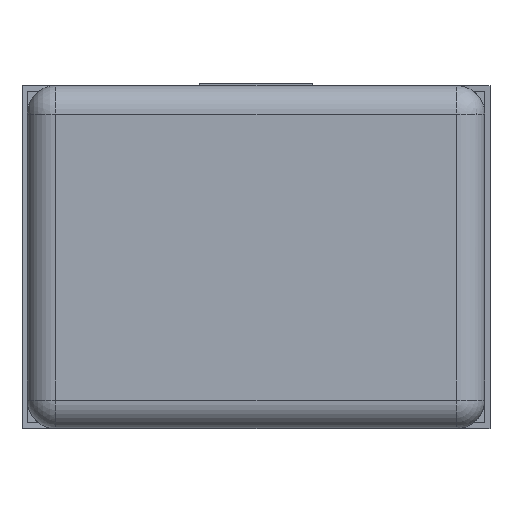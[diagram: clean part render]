
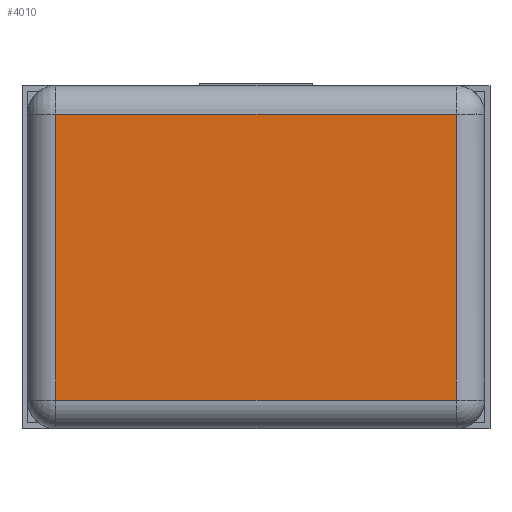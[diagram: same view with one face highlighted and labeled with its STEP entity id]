
A CAD part, left-side view. The second image highlights one B-rep face of the part: STEP entity #4010.
In plain terms, the highlighted planar face has unit normal (-1, 0, 0).
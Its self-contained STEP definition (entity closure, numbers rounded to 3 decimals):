
#198 = ORIENTED_EDGE ( 'NONE', *, *, #687, .F. ) ;
#203 = ORIENTED_EDGE ( 'NONE', *, *, #2855, .F. ) ;
#254 = VERTEX_POINT ( 'NONE', #4614 ) ;
#316 = AXIS2_PLACEMENT_3D ( 'NONE', #1469, #4117, #1839 ) ;
#366 = EDGE_LOOP ( 'NONE', ( #1725, #198, #203, #4075 ) ) ;
#686 = CARTESIAN_POINT ( 'NONE',  ( -0.8, 0.35, 0.3 ) ) ;
#687 = EDGE_CURVE ( 'NONE', #254, #4453, #835, .T. ) ;
#835 = LINE ( 'NONE', #686, #3990 ) ;
#883 = LINE ( 'NONE', #3250, #2895 ) ;
#999 = EDGE_CURVE ( 'NONE', #2805, #2634, #1526, .T. ) ;
#1009 = DIRECTION ( 'NONE',  ( 0., -1., 0. ) ) ;
#1056 = DIRECTION ( 'NONE',  ( 0., 0., 1. ) ) ;
#1456 = PLANE ( 'NONE',  #316 ) ;
#1469 = CARTESIAN_POINT ( 'NONE',  ( -0.8, -0.35, 0.05 ) ) ;
#1526 = LINE ( 'NONE', #1964, #2521 ) ;
#1719 = VECTOR ( 'NONE', #2369, 1000. ) ;
#1725 = ORIENTED_EDGE ( 'NONE', *, *, #4402, .F. ) ;
#1839 = DIRECTION ( 'NONE',  ( 0., 0., 1. ) ) ;
#1964 = CARTESIAN_POINT ( 'NONE',  ( -0.8, -0.35, 0.3 ) ) ;
#2045 = CARTESIAN_POINT ( 'NONE',  ( -0.8, -0.35, 0.05 ) ) ;
#2369 = DIRECTION ( 'NONE',  ( 0., 1., 0. ) ) ;
#2521 = VECTOR ( 'NONE', #4242, 1000. ) ;
#2634 = VERTEX_POINT ( 'NONE', #2045 ) ;
#2805 = VERTEX_POINT ( 'NONE', #2909 ) ;
#2855 = EDGE_CURVE ( 'NONE', #2634, #254, #4639, .T. ) ;
#2895 = VECTOR ( 'NONE', #1009, 1000. ) ;
#2909 = CARTESIAN_POINT ( 'NONE',  ( -0.8, -0.35, 0.55 ) ) ;
#3250 = CARTESIAN_POINT ( 'NONE',  ( -0.8, 0., 0.55 ) ) ;
#3916 = FACE_OUTER_BOUND ( 'NONE', #366, .T. ) ;
#3990 = VECTOR ( 'NONE', #1056, 1000. ) ;
#4010 = ADVANCED_FACE ( 'NONE', ( #3916 ), #1456, .T. ) ;
#4075 = ORIENTED_EDGE ( 'NONE', *, *, #999, .F. ) ;
#4117 = DIRECTION ( 'NONE',  ( -1., 0., 0. ) ) ;
#4242 = DIRECTION ( 'NONE',  ( 0., 0., -1. ) ) ;
#4402 = EDGE_CURVE ( 'NONE', #4453, #2805, #883, .T. ) ;
#4453 = VERTEX_POINT ( 'NONE', #4816 ) ;
#4614 = CARTESIAN_POINT ( 'NONE',  ( -0.8, 0.35, 0.05 ) ) ;
#4639 = LINE ( 'NONE', #4667, #1719 ) ;
#4667 = CARTESIAN_POINT ( 'NONE',  ( -0.8, 0., 0.05 ) ) ;
#4816 = CARTESIAN_POINT ( 'NONE',  ( -0.8, 0.35, 0.55 ) ) ;
